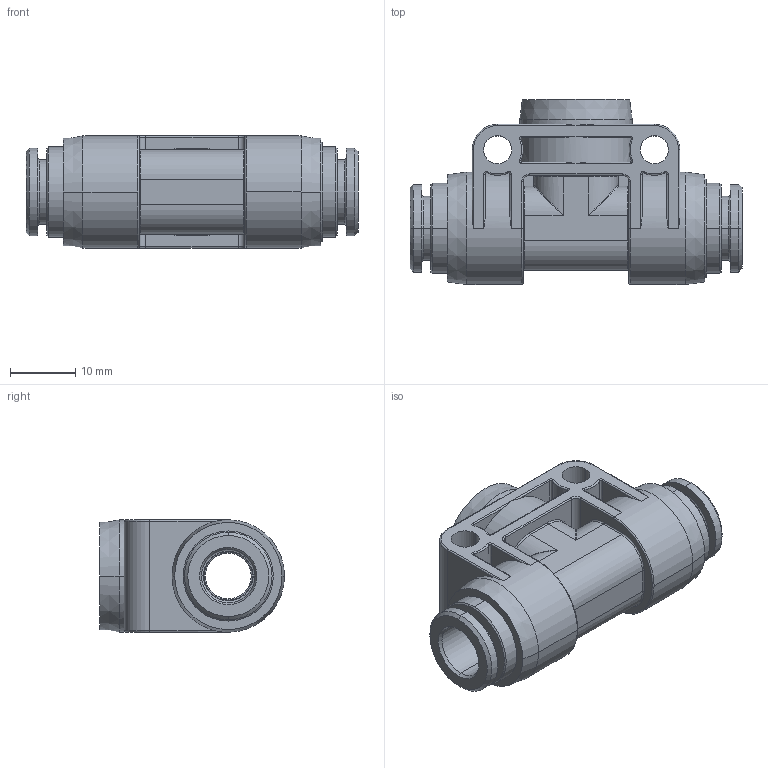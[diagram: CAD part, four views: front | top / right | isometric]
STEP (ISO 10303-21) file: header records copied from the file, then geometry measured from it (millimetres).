
FILE_DESCRIPTION((''),'2;1');
FILE_NAME('635063B_VNR-958-P45-8','2012-04-17T',('avs326'),(''),'PRO/ENGINEER BY PARAMETRIC TECHNOLOGY CORPORATION, 2011490','PRO/ENGINEER BY PARAMETRIC TECHNOLOGY CORPORATION, 2011490','');
FILE_SCHEMA(('CONFIG_CONTROL_DESIGN'));
Length unit declared in the file: millimetre
Products named in the file (1): 635063B_VNR-958-P45-8
Bounding box: 50.8 x 28.3 x 17.2 mm (x, y, z)
Volume: 11534.7 mm3; surface area: 6665.6 mm2
Topology: 1 solids, 1 shells, 257 faces, 616 edges, 372 vertices
Faces by surface type: cylinder 120, torus 58, plane 53, cone 22, bspline 4
Entity records: 8441 total; most frequent: CARTESIAN_POINT 2308, DIRECTION 1381, ORIENTED_EDGE 1232, EDGE_CURVE 616, AXIS2_PLACEMENT_3D 569, VERTEX_POINT 372, CIRCLE 316, EDGE_LOOP 274
